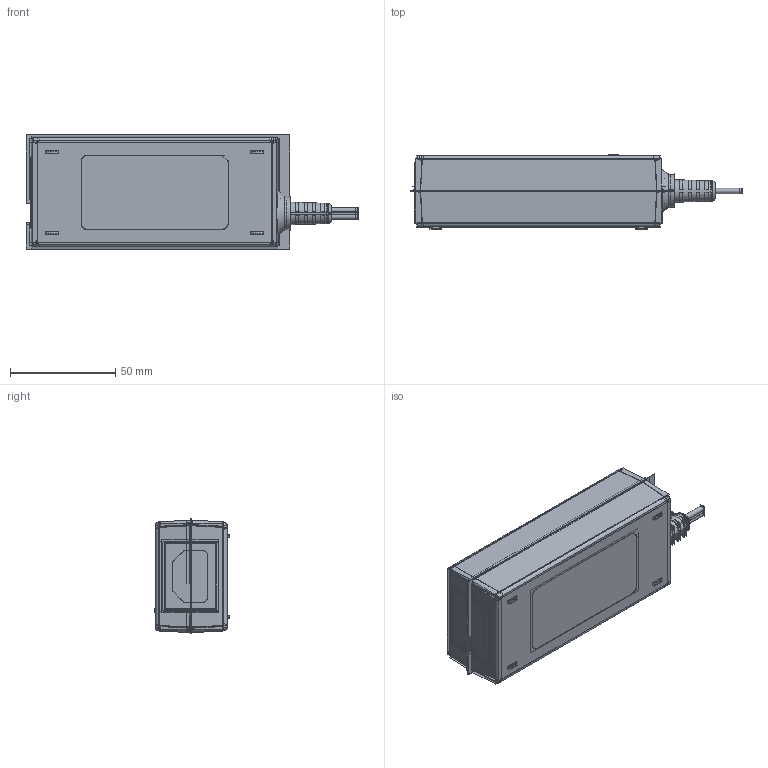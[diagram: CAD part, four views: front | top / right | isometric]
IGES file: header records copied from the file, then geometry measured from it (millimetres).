
Start section:  PTC IGES file: GTM96605-T3.igs
Global section: file name: GTM96605-T3.igs; native system: Creo Parametric by PTC Inc.; preprocessor: 2018050; author: rd05; organization: Unknown; date: 20201207.134145; units: millimetre
Bounding box: 157.91 x 35.36 x 54.37 mm (x, y, z)
Surface area: 151821.8 mm2 (no closed solid volume)
Topology: 0 solids, 0 shells, 1186 faces, 16859 edges, 21860 vertices
Faces by surface type: bspline 928, revolution 258
